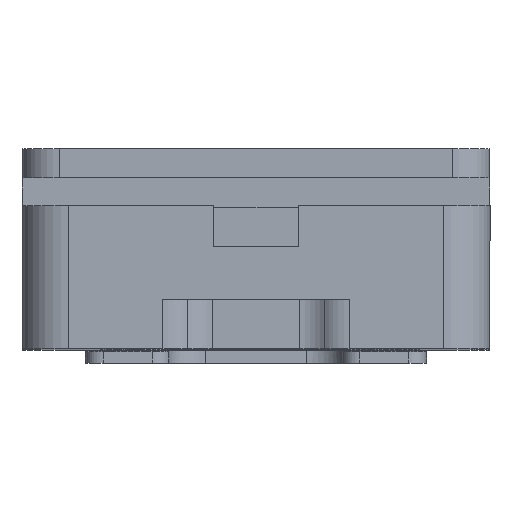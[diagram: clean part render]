
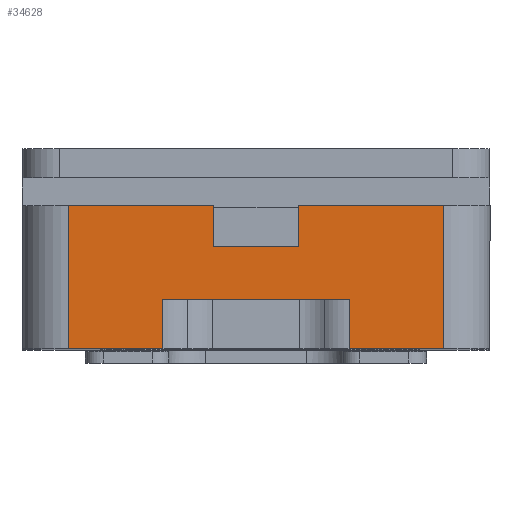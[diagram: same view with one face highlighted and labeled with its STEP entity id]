
A CAD part, top view. The second image highlights one B-rep face of the part: STEP entity #34628.
In plain terms, the highlighted planar face has unit normal (0, 0, 1).
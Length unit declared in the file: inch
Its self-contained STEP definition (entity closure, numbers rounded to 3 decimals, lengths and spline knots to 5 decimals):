
#1416 = LINE ( 'NONE', #84913, #20111 ) ;
#3080 = EDGE_CURVE ( 'NONE', #8939, #47592, #80176, .T. ) ;
#3739 = ORIENTED_EDGE ( 'NONE', *, *, #55650, .T. ) ;
#6347 = CARTESIAN_POINT ( 'NONE',  ( 0.14469, 0.3248, 2.99213 ) ) ;
#7128 = LINE ( 'NONE', #15504, #53321 ) ;
#7262 = LINE ( 'NONE', #38855, #8845 ) ;
#8209 = CARTESIAN_POINT ( 'NONE',  ( 0.31319, 0.3248, 2.99213 ) ) ;
#8845 = VECTOR ( 'NONE', #69019, 39.37008 ) ;
#8939 = VERTEX_POINT ( 'NONE', #76629 ) ;
#10828 = EDGE_CURVE ( 'NONE', #95792, #76209, #7128, .T. ) ;
#12674 = VERTEX_POINT ( 'NONE', #57759 ) ;
#12705 = FACE_OUTER_BOUND ( 'NONE', #65585, .T. ) ;
#13179 = DIRECTION ( 'NONE',  ( -1., 0., 0. ) ) ;
#13742 = LINE ( 'NONE', #6347, #39899 ) ;
#14133 = PLANE ( 'NONE',  #80175 ) ;
#15117 = EDGE_CURVE ( 'NONE', #26810, #12674, #1416, .T. ) ;
#15504 = CARTESIAN_POINT ( 'NONE',  ( -0.14469, 0.3248, 2.99213 ) ) ;
#15517 = EDGE_CURVE ( 'NONE', #23448, #30579, #39168, .T. ) ;
#15711 = ORIENTED_EDGE ( 'NONE', *, *, #94423, .F. ) ;
#16942 = DIRECTION ( 'NONE',  ( 0., 1., 0. ) ) ;
#20111 = VECTOR ( 'NONE', #54810, 39.37008 ) ;
#20597 = CARTESIAN_POINT ( 'NONE',  ( -0.7874, 0.3248, 2.99213 ) ) ;
#23448 = VERTEX_POINT ( 'NONE', #53883 ) ;
#26810 = VERTEX_POINT ( 'NONE', #36856 ) ;
#27467 = LINE ( 'NONE', #58622, #54574 ) ;
#29624 = ORIENTED_EDGE ( 'NONE', *, *, #95865, .F. ) ;
#30234 = ORIENTED_EDGE ( 'NONE', *, *, #37791, .T. ) ;
#30579 = VERTEX_POINT ( 'NONE', #59821 ) ;
#32483 = ORIENTED_EDGE ( 'NONE', *, *, #15517, .T. ) ;
#33025 = DIRECTION ( 'NONE',  ( -1., 0., 0. ) ) ;
#34350 = VECTOR ( 'NONE', #94906, 39.37008 ) ;
#34628 = ADVANCED_FACE ( 'NONE', ( #12705 ), #14133, .F. ) ;
#34682 = ORIENTED_EDGE ( 'NONE', *, *, #62239, .T. ) ;
#36482 = DIRECTION ( 'NONE',  ( 0., -1., 0. ) ) ;
#36856 = CARTESIAN_POINT ( 'NONE',  ( -0.62992, 0.48228, 2.99213 ) ) ;
#37484 = ORIENTED_EDGE ( 'NONE', *, *, #10828, .T. ) ;
#37791 = EDGE_CURVE ( 'NONE', #52124, #78920, #13742, .T. ) ;
#37981 = CARTESIAN_POINT ( 'NONE',  ( 0., 0., 2.99213 ) ) ;
#38088 = CARTESIAN_POINT ( 'NONE',  ( 0.14469, 0.48228, 2.99213 ) ) ;
#38855 = CARTESIAN_POINT ( 'NONE',  ( 0.31319, 0.16732, 2.99213 ) ) ;
#39168 = LINE ( 'NONE', #55017, #80161 ) ;
#39899 = VECTOR ( 'NONE', #36482, 39.37008 ) ;
#42131 = DIRECTION ( 'NONE',  ( -1., 0., 0. ) ) ;
#43768 = DIRECTION ( 'NONE',  ( -1., 0., 0. ) ) ;
#43830 = DIRECTION ( 'NONE',  ( 0., 0., -1. ) ) ;
#44485 = VECTOR ( 'NONE', #42131, 39.37008 ) ;
#45187 = DIRECTION ( 'NONE',  ( 0., 1., 0. ) ) ;
#47592 = VERTEX_POINT ( 'NONE', #89066 ) ;
#51098 = VERTEX_POINT ( 'NONE', #72479 ) ;
#51926 = LINE ( 'NONE', #90452, #53657 ) ;
#52052 = ORIENTED_EDGE ( 'NONE', *, *, #15117, .T. ) ;
#52124 = VERTEX_POINT ( 'NONE', #38088 ) ;
#52784 = CARTESIAN_POINT ( 'NONE',  ( -0.14469, 0.48228, 2.99213 ) ) ;
#53321 = VECTOR ( 'NONE', #45187, 39.37008 ) ;
#53657 = VECTOR ( 'NONE', #60348, 39.37008 ) ;
#53883 = CARTESIAN_POINT ( 'NONE',  ( -0.31319, 0., 2.99213 ) ) ;
#54165 = DIRECTION ( 'NONE',  ( 0., -1., 0. ) ) ;
#54574 = VECTOR ( 'NONE', #43768, 39.37008 ) ;
#54810 = DIRECTION ( 'NONE',  ( 0., -1., 0. ) ) ;
#55017 = CARTESIAN_POINT ( 'NONE',  ( -0.31319, 0.3248, 2.99213 ) ) ;
#55334 = CARTESIAN_POINT ( 'NONE',  ( -0.7874, 0.34449, 2.99213 ) ) ;
#55650 = EDGE_CURVE ( 'NONE', #78920, #95792, #76549, .T. ) ;
#57646 = CARTESIAN_POINT ( 'NONE',  ( -0.14469, 0.34449, 2.99213 ) ) ;
#57759 = CARTESIAN_POINT ( 'NONE',  ( -0.62992, 0., 2.99213 ) ) ;
#58622 = CARTESIAN_POINT ( 'NONE',  ( 0., 0., 2.99213 ) ) ;
#59821 = CARTESIAN_POINT ( 'NONE',  ( -0.31319, 0.16732, 2.99213 ) ) ;
#60348 = DIRECTION ( 'NONE',  ( 0., 1., 0. ) ) ;
#62239 = EDGE_CURVE ( 'NONE', #8939, #77546, #51926, .T. ) ;
#64826 = CARTESIAN_POINT ( 'NONE',  ( 0.38558, 0.48228, 2.99213 ) ) ;
#65134 = ORIENTED_EDGE ( 'NONE', *, *, #71482, .F. ) ;
#65585 = EDGE_LOOP ( 'NONE', ( #68156, #30234, #3739, #37484, #65134, #52052, #29624, #32483, #15711, #96910, #89990, #34682 ) ) ;
#68156 = ORIENTED_EDGE ( 'NONE', *, *, #75129, .F. ) ;
#68975 = LINE ( 'NONE', #8209, #91609 ) ;
#69019 = DIRECTION ( 'NONE',  ( -1., 0., 0. ) ) ;
#71482 = EDGE_CURVE ( 'NONE', #26810, #76209, #93343, .T. ) ;
#72479 = CARTESIAN_POINT ( 'NONE',  ( 0.31319, 0.16732, 2.99213 ) ) ;
#72861 = CARTESIAN_POINT ( 'NONE',  ( 0.14469, 0.34449, 2.99213 ) ) ;
#75129 = EDGE_CURVE ( 'NONE', #52124, #77546, #96357, .T. ) ;
#76209 = VERTEX_POINT ( 'NONE', #52784 ) ;
#76549 = LINE ( 'NONE', #55334, #92502 ) ;
#76629 = CARTESIAN_POINT ( 'NONE',  ( 0.62992, 0., 2.99213 ) ) ;
#77068 = DIRECTION ( 'NONE',  ( 1., 0., 0. ) ) ;
#77546 = VERTEX_POINT ( 'NONE', #82336 ) ;
#78920 = VERTEX_POINT ( 'NONE', #72861 ) ;
#80161 = VECTOR ( 'NONE', #16942, 39.37008 ) ;
#80175 = AXIS2_PLACEMENT_3D ( 'NONE', #20597, #43830, #13179 ) ;
#80176 = LINE ( 'NONE', #37981, #44485 ) ;
#82336 = CARTESIAN_POINT ( 'NONE',  ( 0.62992, 0.48228, 2.99213 ) ) ;
#84818 = EDGE_CURVE ( 'NONE', #51098, #47592, #68975, .T. ) ;
#84913 = CARTESIAN_POINT ( 'NONE',  ( -0.62992, 0.3248, 2.99213 ) ) ;
#89066 = CARTESIAN_POINT ( 'NONE',  ( 0.31319, 0., 2.99213 ) ) ;
#89990 = ORIENTED_EDGE ( 'NONE', *, *, #3080, .F. ) ;
#90452 = CARTESIAN_POINT ( 'NONE',  ( 0.62992, 0.3248, 2.99213 ) ) ;
#91609 = VECTOR ( 'NONE', #54165, 39.37008 ) ;
#92502 = VECTOR ( 'NONE', #33025, 39.37008 ) ;
#93343 = LINE ( 'NONE', #93812, #93926 ) ;
#93812 = CARTESIAN_POINT ( 'NONE',  ( 0.38558, 0.48228, 2.99213 ) ) ;
#93926 = VECTOR ( 'NONE', #77068, 39.37008 ) ;
#94423 = EDGE_CURVE ( 'NONE', #51098, #30579, #7262, .T. ) ;
#94906 = DIRECTION ( 'NONE',  ( 1., 0., 0. ) ) ;
#95792 = VERTEX_POINT ( 'NONE', #57646 ) ;
#95865 = EDGE_CURVE ( 'NONE', #23448, #12674, #27467, .T. ) ;
#96357 = LINE ( 'NONE', #64826, #34350 ) ;
#96910 = ORIENTED_EDGE ( 'NONE', *, *, #84818, .T. ) ;
